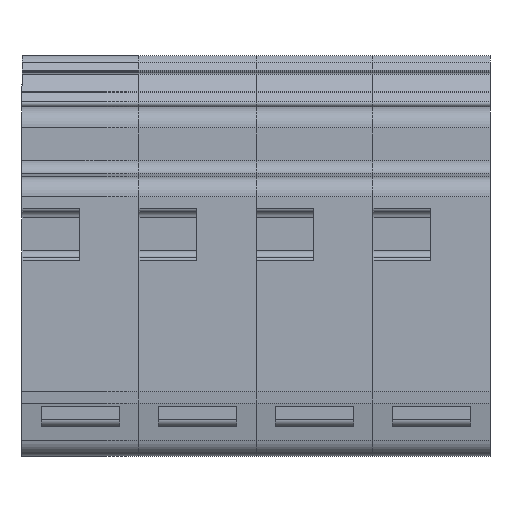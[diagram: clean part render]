
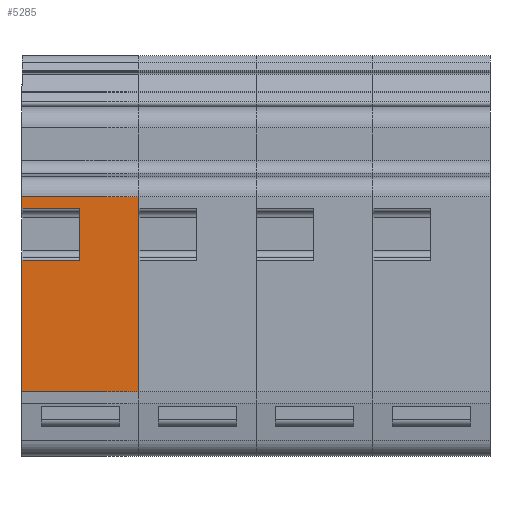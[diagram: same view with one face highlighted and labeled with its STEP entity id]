
A CAD part, front view. The second image highlights one B-rep face of the part: STEP entity #5285.
In plain terms, the highlighted planar face has unit normal (0, -1, 0).
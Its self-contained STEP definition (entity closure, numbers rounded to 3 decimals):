
#62=PLANE($,#8410);
#393=FACE_OUTER_BOUND($,#803,.T.);
#803=EDGE_LOOP($,(#3234,#3235,#3236,#3237,#3238,#3239,#3240,#3241));
#1270=VERTEX_POINT($,#11857);
#1271=VERTEX_POINT($,#11859);
#1273=VERTEX_POINT($,#11864);
#1275=VERTEX_POINT($,#11868);
#1296=VERTEX_POINT($,#11936);
#1297=VERTEX_POINT($,#11938);
#1298=VERTEX_POINT($,#11940);
#1299=VERTEX_POINT($,#11942);
#2022=EDGE_CURVE($,#1271,#1270,#6377,.T.);
#2027=EDGE_CURVE($,#1273,#1275,#6379,.T.);
#2036=EDGE_CURVE($,#1275,#1271,#6386,.T.);
#2060=EDGE_CURVE($,#1296,#1270,#6402,.T.);
#2061=EDGE_CURVE($,#1296,#1297,#6403,.T.);
#2062=EDGE_CURVE($,#1298,#1297,#6404,.T.);
#2063=EDGE_CURVE($,#1299,#1298,#6405,.T.);
#2064=EDGE_CURVE($,#1273,#1299,#6406,.T.);
#3234=ORIENTED_EDGE($,*,*,#2027,.T.);
#3235=ORIENTED_EDGE($,*,*,#2036,.T.);
#3236=ORIENTED_EDGE($,*,*,#2022,.T.);
#3237=ORIENTED_EDGE($,*,*,#2060,.F.);
#3238=ORIENTED_EDGE($,*,*,#2061,.T.);
#3239=ORIENTED_EDGE($,*,*,#2062,.F.);
#3240=ORIENTED_EDGE($,*,*,#2063,.F.);
#3241=ORIENTED_EDGE($,*,*,#2064,.F.);
#5285=ADVANCED_FACE($,(#393),#62,.T.);
#6377=LINE($,#11860,#7401);
#6379=LINE($,#11870,#7403);
#6386=LINE($,#11887,#7410);
#6402=LINE($,#11937,#7426);
#6403=LINE($,#11939,#7427);
#6404=LINE($,#11941,#7428);
#6405=LINE($,#11943,#7429);
#6406=LINE($,#11944,#7430);
#7401=VECTOR($,#9302,8.75);
#7403=VECTOR($,#9312,8.75);
#7410=VECTOR($,#9331,7.897);
#7426=VECTOR($,#9381,19.977);
#7427=VECTOR($,#9382,17.8);
#7428=VECTOR($,#9383,29.677);
#7429=VECTOR($,#9384,17.8);
#7430=VECTOR($,#9385,1.803);
#8410=AXIS2_PLACEMENT_3D($,#11935,#9379,#9380);
#9302=DIRECTION($,(-1.,0.,0.));
#9312=DIRECTION($,(1.,0.,0.));
#9331=DIRECTION($,(0.,0.,-1.));
#9379=DIRECTION('center_axis',(0.,-1.,0.));
#9380=DIRECTION('ref_axis',(0.,0.,-1.));
#9381=DIRECTION($,(0.,0.,1.));
#9382=DIRECTION($,(1.,0.,0.));
#9383=DIRECTION($,(0.,0.,-1.));
#9384=DIRECTION($,(1.,0.,0.));
#9385=DIRECTION($,(0.,0.,1.));
#11857=CARTESIAN_POINT('',(0.,-38.699,24.833));
#11859=CARTESIAN_POINT('',(8.75,-38.699,24.833));
#11860=CARTESIAN_POINT($,(0.,-38.699,24.833));
#11864=CARTESIAN_POINT('',(0.,-38.699,32.73));
#11868=CARTESIAN_POINT('',(8.75,-38.699,32.73));
#11870=CARTESIAN_POINT($,(0.,-38.699,32.73));
#11887=CARTESIAN_POINT($,(8.75,-38.699,30.756));
#11935=CARTESIAN_POINT('Origin',(0.,-38.699,
32.73));
#11936=CARTESIAN_POINT('',(0.,-38.699,4.856));
#11937=CARTESIAN_POINT($,(0.,-38.699,4.856));
#11938=CARTESIAN_POINT('',(17.8,-38.699,4.856));
#11939=CARTESIAN_POINT($,(0.,-38.699,4.856));
#11940=CARTESIAN_POINT('',(17.8,-38.699,34.533));
#11941=CARTESIAN_POINT($,(17.8,-38.699,4.856));
#11942=CARTESIAN_POINT('',(0.,-38.699,34.533));
#11943=CARTESIAN_POINT($,(0.,-38.699,34.533));
#11944=CARTESIAN_POINT($,(0.,-38.699,4.856));
